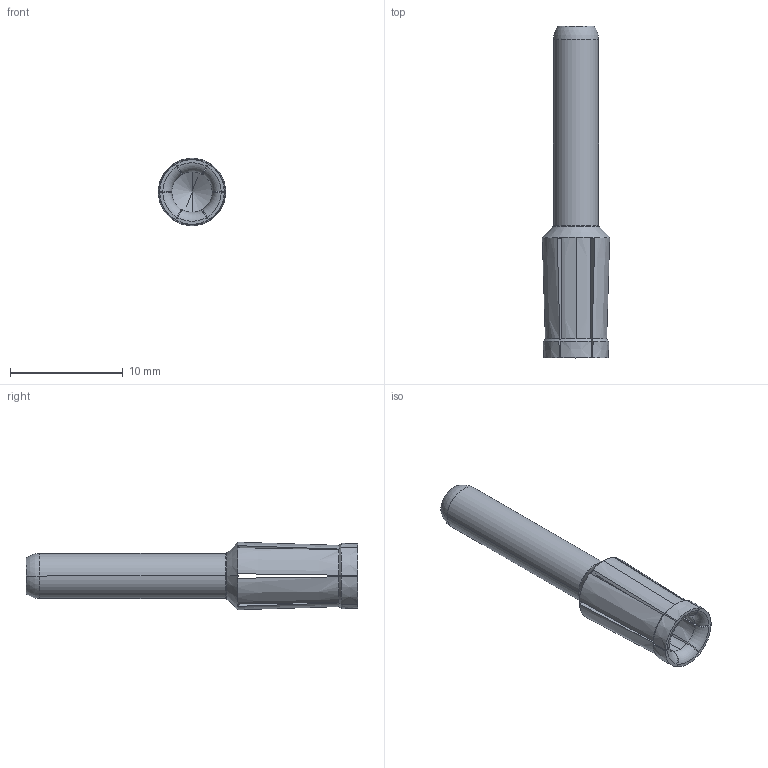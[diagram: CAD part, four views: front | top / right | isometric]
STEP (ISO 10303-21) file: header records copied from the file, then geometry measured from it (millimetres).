
FILE_DESCRIPTION((''),'2;1');
FILE_NAME('CCSM-4P','2017-10-23T09:06:42',('sx.huang'),(''),'CREO PARAMETRIC BY PTC INC, 2016510','CREO PARAMETRIC BY PTC INC, 2016510','');
FILE_SCHEMA(('AUTOMOTIVE_DESIGN { 1 0 10303 214 1 1 1 1 }'));
Length unit declared in the file: millimetre
Products named in the file (1): CCSM-4P
Bounding box: 6 x 29.5 x 6 mm (x, y, z)
Volume: 369.1 mm3; surface area: 692.1 mm2
Topology: 1 solids, 1 shells, 57 faces, 160 edges, 103 vertices
Faces by surface type: plane 25, cone 20, torus 8, cylinder 2, sphere 2
Entity records: 3015 total; most frequent: CARTESIAN_POINT 637, ORIENTED_EDGE 316, DIRECTION 289, PRESENTATION_STYLE_ASSIGNMENT 216, STYLED_ITEM 216, CURVE_STYLE 158, EDGE_CURVE 158, AXIS2_PLACEMENT_3D 126
